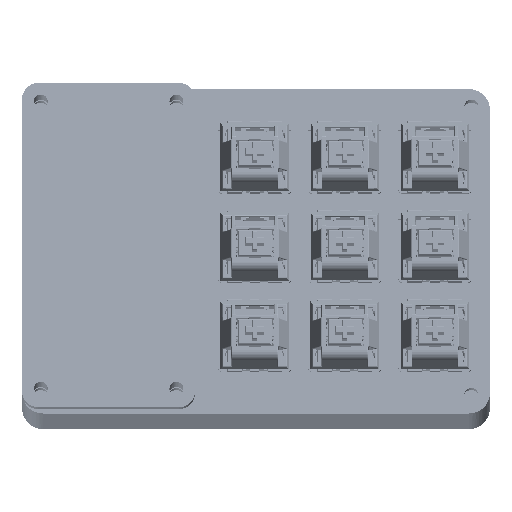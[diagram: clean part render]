
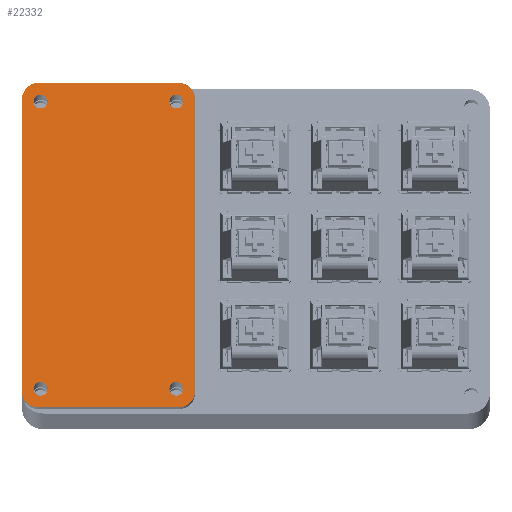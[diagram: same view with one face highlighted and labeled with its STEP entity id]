
A CAD part, top view. The second image highlights one B-rep face of the part: STEP entity #22332.
In plain terms, the highlighted face is planar.
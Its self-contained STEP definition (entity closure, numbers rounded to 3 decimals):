
#619=FACE_BOUND('',#3817,.T.);
#620=FACE_BOUND('',#3818,.T.);
#621=FACE_BOUND('',#3819,.T.);
#622=FACE_BOUND('',#3820,.T.);
#1313=PLANE('',#24284);
#2470=FACE_OUTER_BOUND('',#3816,.T.);
#3816=EDGE_LOOP('',(#19725,#19726,#19727,#19728,#19729,#19730,#19731,#19732));
#3817=EDGE_LOOP('',(#19733));
#3818=EDGE_LOOP('',(#19734));
#3819=EDGE_LOOP('',(#19735));
#3820=EDGE_LOOP('',(#19736));
#6008=LINE('',#50866,#8209);
#6009=LINE('',#50870,#8210);
#6010=LINE('',#50874,#8211);
#6011=LINE('',#50877,#8212);
#8209=VECTOR('',#30186,10.);
#8210=VECTOR('',#30189,10.);
#8211=VECTOR('',#30192,10.);
#8212=VECTOR('',#30195,10.);
#8883=CIRCLE('',#24283,3.5);
#8884=CIRCLE('',#24285,3.5);
#8885=CIRCLE('',#24286,3.5);
#8886=CIRCLE('',#24287,3.5);
#8887=CIRCLE('',#24288,1.5);
#8888=CIRCLE('',#24289,1.5);
#8889=CIRCLE('',#24290,1.5);
#8890=CIRCLE('',#24291,1.5);
#10780=VERTEX_POINT('',#50859);
#10781=VERTEX_POINT('',#50861);
#10782=VERTEX_POINT('',#50865);
#10783=VERTEX_POINT('',#50867);
#10784=VERTEX_POINT('',#50869);
#10785=VERTEX_POINT('',#50871);
#10786=VERTEX_POINT('',#50873);
#10787=VERTEX_POINT('',#50875);
#10788=VERTEX_POINT('',#50878);
#10789=VERTEX_POINT('',#50880);
#10790=VERTEX_POINT('',#50882);
#10791=VERTEX_POINT('',#50884);
#13773=EDGE_CURVE('',#10780,#10781,#8883,.T.);
#13775=EDGE_CURVE('',#10780,#10782,#6008,.T.);
#13776=EDGE_CURVE('',#10783,#10782,#8884,.T.);
#13777=EDGE_CURVE('',#10783,#10784,#6009,.T.);
#13778=EDGE_CURVE('',#10785,#10784,#8885,.T.);
#13779=EDGE_CURVE('',#10785,#10786,#6010,.T.);
#13780=EDGE_CURVE('',#10787,#10786,#8886,.T.);
#13781=EDGE_CURVE('',#10787,#10781,#6011,.T.);
#13782=EDGE_CURVE('',#10788,#10788,#8887,.T.);
#13783=EDGE_CURVE('',#10789,#10789,#8888,.T.);
#13784=EDGE_CURVE('',#10790,#10790,#8889,.T.);
#13785=EDGE_CURVE('',#10791,#10791,#8890,.T.);
#19725=ORIENTED_EDGE('',*,*,#13773,.F.);
#19726=ORIENTED_EDGE('',*,*,#13775,.T.);
#19727=ORIENTED_EDGE('',*,*,#13776,.F.);
#19728=ORIENTED_EDGE('',*,*,#13777,.T.);
#19729=ORIENTED_EDGE('',*,*,#13778,.F.);
#19730=ORIENTED_EDGE('',*,*,#13779,.T.);
#19731=ORIENTED_EDGE('',*,*,#13780,.F.);
#19732=ORIENTED_EDGE('',*,*,#13781,.T.);
#19733=ORIENTED_EDGE('',*,*,#13782,.F.);
#19734=ORIENTED_EDGE('',*,*,#13783,.F.);
#19735=ORIENTED_EDGE('',*,*,#13784,.F.);
#19736=ORIENTED_EDGE('',*,*,#13785,.F.);
#22332=ADVANCED_FACE('',(#2470,#619,#620,#621,#622),#1313,.F.);
#24283=AXIS2_PLACEMENT_3D('',#50862,#30181,#30182);
#24284=AXIS2_PLACEMENT_3D('',#50864,#30184,#30185);
#24285=AXIS2_PLACEMENT_3D('',#50868,#30187,#30188);
#24286=AXIS2_PLACEMENT_3D('',#50872,#30190,#30191);
#24287=AXIS2_PLACEMENT_3D('',#50876,#30193,#30194);
#24288=AXIS2_PLACEMENT_3D('',#50879,#30196,#30197);
#24289=AXIS2_PLACEMENT_3D('',#50881,#30198,#30199);
#24290=AXIS2_PLACEMENT_3D('',#50883,#30200,#30201);
#24291=AXIS2_PLACEMENT_3D('',#50885,#30202,#30203);
#30181=DIRECTION('center_axis',(0.,0.,1.));
#30182=DIRECTION('ref_axis',(0.707,-0.707,0.));
#30184=DIRECTION('center_axis',(0.,0.,1.));
#30185=DIRECTION('ref_axis',(1.,0.,0.));
#30186=DIRECTION('',(-1.,0.,0.));
#30187=DIRECTION('center_axis',(0.,0.,1.));
#30188=DIRECTION('ref_axis',(-0.707,-0.707,0.));
#30189=DIRECTION('',(0.,1.,0.));
#30190=DIRECTION('center_axis',(0.,0.,1.));
#30191=DIRECTION('ref_axis',(-0.707,0.707,0.));
#30192=DIRECTION('',(1.,0.,0.));
#30193=DIRECTION('center_axis',(0.,0.,1.));
#30194=DIRECTION('ref_axis',(0.707,0.707,0.));
#30195=DIRECTION('',(0.,-1.,0.));
#30196=DIRECTION('center_axis',(0.,0.,-1.));
#30197=DIRECTION('ref_axis',(1.,0.,0.));
#30198=DIRECTION('center_axis',(0.,0.,-1.));
#30199=DIRECTION('ref_axis',(1.,0.,0.));
#30200=DIRECTION('center_axis',(0.,0.,-1.));
#30201=DIRECTION('ref_axis',(1.,0.,0.));
#30202=DIRECTION('center_axis',(0.,0.,-1.));
#30203=DIRECTION('ref_axis',(1.,0.,0.));
#50859=CARTESIAN_POINT('',(-73.5,-30.,0.));
#50861=CARTESIAN_POINT('',(-70.,-26.5,0.));
#50862=CARTESIAN_POINT('Origin',(-73.5,-26.5,0.));
#50864=CARTESIAN_POINT('Origin',(-88.5,5.,0.));
#50865=CARTESIAN_POINT('',(-103.5,-30.,0.));
#50866=CARTESIAN_POINT('',(-70.,-30.,0.));
#50867=CARTESIAN_POINT('',(-107.,-26.5,0.));
#50868=CARTESIAN_POINT('Origin',(-103.5,-26.5,0.));
#50869=CARTESIAN_POINT('',(-107.,36.5,0.));
#50870=CARTESIAN_POINT('',(-107.,-30.,0.));
#50871=CARTESIAN_POINT('',(-103.5,40.,0.));
#50872=CARTESIAN_POINT('Origin',(-103.5,36.5,0.));
#50873=CARTESIAN_POINT('',(-73.5,40.,0.));
#50874=CARTESIAN_POINT('',(-107.,40.,0.));
#50875=CARTESIAN_POINT('',(-70.,36.5,0.));
#50876=CARTESIAN_POINT('Origin',(-73.5,36.5,0.));
#50877=CARTESIAN_POINT('',(-70.,40.,0.));
#50878=CARTESIAN_POINT('',(-75.5,36.,0.));
#50879=CARTESIAN_POINT('Origin',(-74.,36.,0.));
#50880=CARTESIAN_POINT('',(-104.5,-26.,0.));
#50881=CARTESIAN_POINT('Origin',(-103.,-26.,0.));
#50882=CARTESIAN_POINT('',(-75.5,-26.,0.));
#50883=CARTESIAN_POINT('Origin',(-74.,-26.,0.));
#50884=CARTESIAN_POINT('',(-104.5,36.,0.));
#50885=CARTESIAN_POINT('Origin',(-103.,36.,0.));
